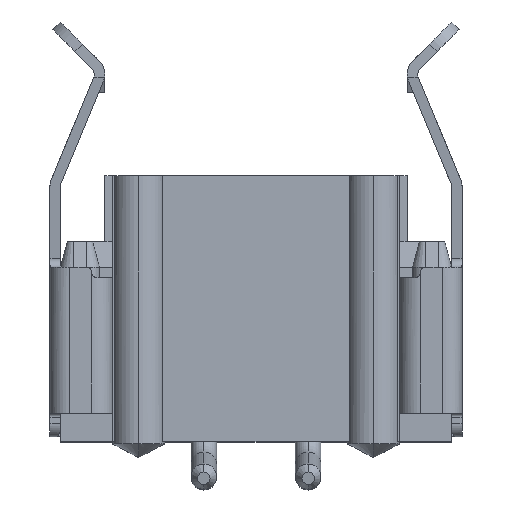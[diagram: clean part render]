
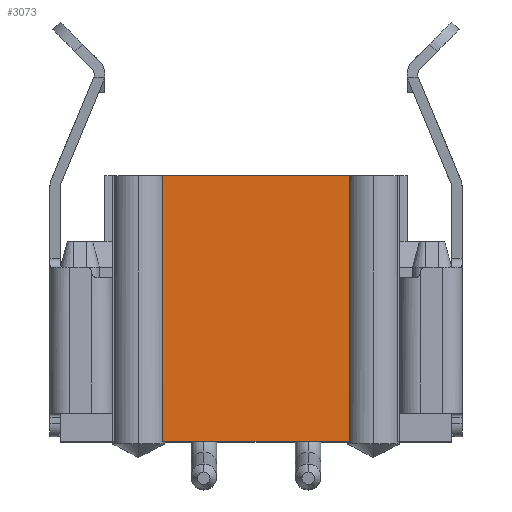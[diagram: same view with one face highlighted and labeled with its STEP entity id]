
A CAD part, top view. The second image highlights one B-rep face of the part: STEP entity #3073.
In plain terms, the highlighted planar face has unit normal (0, 0, 1).
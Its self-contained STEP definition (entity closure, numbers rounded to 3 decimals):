
#81=DIRECTION('',(-1.,0.,0.));
#82=VECTOR('',#81,3.583);
#83=CARTESIAN_POINT('',(1.792,0.,2.775));
#84=LINE('',#83,#82);
#493=DIRECTION('',(-1.,0.,0.));
#494=VECTOR('',#493,3.583);
#495=CARTESIAN_POINT('',(1.792,5.1,2.775));
#496=LINE('',#495,#494);
#637=DIRECTION('',(0.,1.,0.));
#638=VECTOR('',#637,5.1);
#639=CARTESIAN_POINT('',(-1.792,0.,2.775));
#640=LINE('',#639,#638);
#644=DIRECTION('',(0.,-1.,0.));
#645=VECTOR('',#644,5.1);
#646=CARTESIAN_POINT('',(1.792,5.1,2.775));
#647=LINE('',#646,#645);
#2649=CARTESIAN_POINT('',(1.792,0.,2.775));
#2651=VERTEX_POINT('',#2649);
#2657=CARTESIAN_POINT('',(1.792,5.1,2.775));
#2658=VERTEX_POINT('',#2657);
#2669=CARTESIAN_POINT('',(-1.792,0.,2.775));
#2671=VERTEX_POINT('',#2669);
#2677=CARTESIAN_POINT('',(-1.792,5.1,2.775));
#2678=VERTEX_POINT('',#2677);
#3060=CARTESIAN_POINT('',(2.75,0.,2.775));
#3061=DIRECTION('',(0.,0.,1.));
#3062=DIRECTION('',(-1.,0.,0.));
#3063=AXIS2_PLACEMENT_3D('',#3060,#3061,#3062);
#3064=PLANE('',#3063);
#3066=ORIENTED_EDGE('',*,*,#3065,.T.);
#3067=ORIENTED_EDGE('',*,*,#2994,.F.);
#3069=ORIENTED_EDGE('',*,*,#3068,.T.);
#3070=ORIENTED_EDGE('',*,*,#2778,.T.);
#3071=EDGE_LOOP('',(#3066,#3067,#3069,#3070));
#3072=FACE_OUTER_BOUND('',#3071,.F.);
#2778=EDGE_CURVE('',#2651,#2671,#84,.T.);
#2994=EDGE_CURVE('',#2658,#2678,#496,.T.);
#3065=EDGE_CURVE('',#2671,#2678,#640,.T.);
#3068=EDGE_CURVE('',#2658,#2651,#647,.T.);
#3073=ADVANCED_FACE('',(#3072),#3064,.T.);
